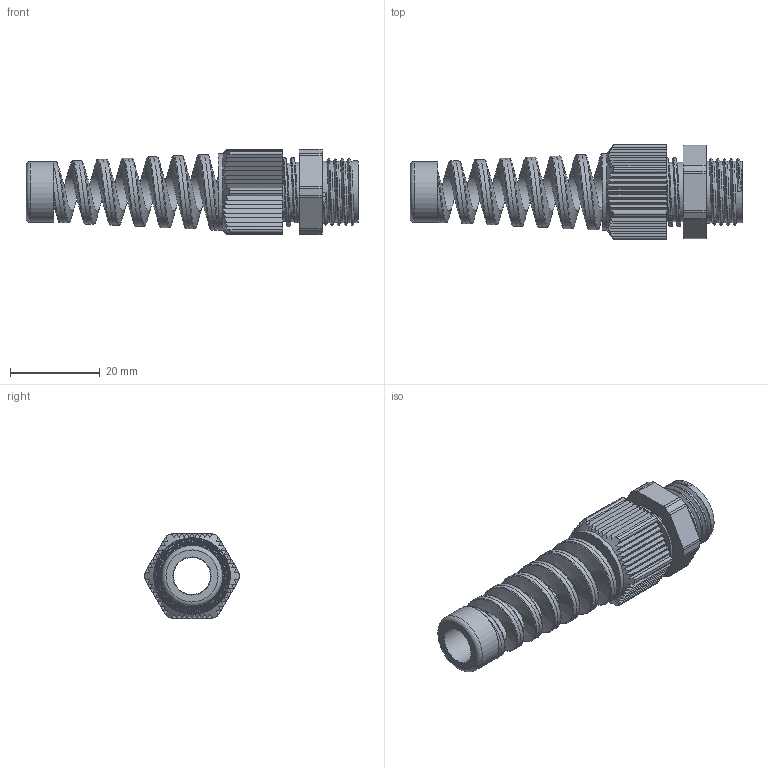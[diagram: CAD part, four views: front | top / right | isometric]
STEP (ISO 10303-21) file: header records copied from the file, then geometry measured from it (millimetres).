
FILE_DESCRIPTION(/* description */ ('Euro-Top mit BS PG9'),/* implementation_level */ '2;1');
FILE_NAME(/* name */ '11380409-RST.stp',/* time_stamp */ '2016-06-22T13:26:43+02:00',/* author */ ('SL'),/* organization */ (''),/* preprocessor_version */ 'ST-DEVELOPER v15.2',/* originating_system */ 'Autodesk Inventor 2014',/* authorisation */ '');
FILE_SCHEMA (('AUTOMOTIVE_DESIGN { 1 0 10303 214 3 1 1 }'));
Length unit declared in the file: millimetre
Products named in the file (7): Euro-Top-BS-02-BT-0002-11380409; Euro-Top-BS-02-BT-0001-11380409; Euro-Top-BS-02-BT-0005-11380409; Euro-Top-BS-02-BT-0004-11380409; Euro-Top-BS-02-BG-0001-11380409-BS; Euro-Top-BS-02-BT-0003-11380409; Euro-Top-BS-02-BG-0002-11380409
Assembly tree (6 placements, depth 3):
  Euro-Top-BS-02-BG-0002-11380409
    Euro-Top-BS-02-BT-0002-11380409
    Euro-Top-BS-02-BG-0001-11380409-BS
      Euro-Top-BS-02-BT-0001-11380409
      Euro-Top-BS-02-BT-0005-11380409
      Euro-Top-BS-02-BT-0004-11380409
    Euro-Top-BS-02-BT-0003-11380409
Bounding box: 74 x 21.06 x 19 mm (x, y, z)
Volume: 7705.4 mm3; surface area: 11110.2 mm2
Topology: 6 solids, 6 shells, 382 faces, 1017 edges, 650 vertices
Faces by surface type: plane 197, cylinder 113, bspline 44, torus 19, cone 9
Full cylindrical faces by diameter (mm): 8.3 x1, 8.5 x2, 8.63 x1, 10.07 x1, 10.6 x1, 10.9 x1, 13.6 x1, 15.88 x5, 17.071 x1
Entity records: 32395 total; most frequent: CARTESIAN_POINT 23511, ORIENTED_EDGE 1946, DIRECTION 1688, EDGE_CURVE 973, VERTEX_POINT 635, AXIS2_PLACEMENT_3D 629, LINE 430, VECTOR 430
